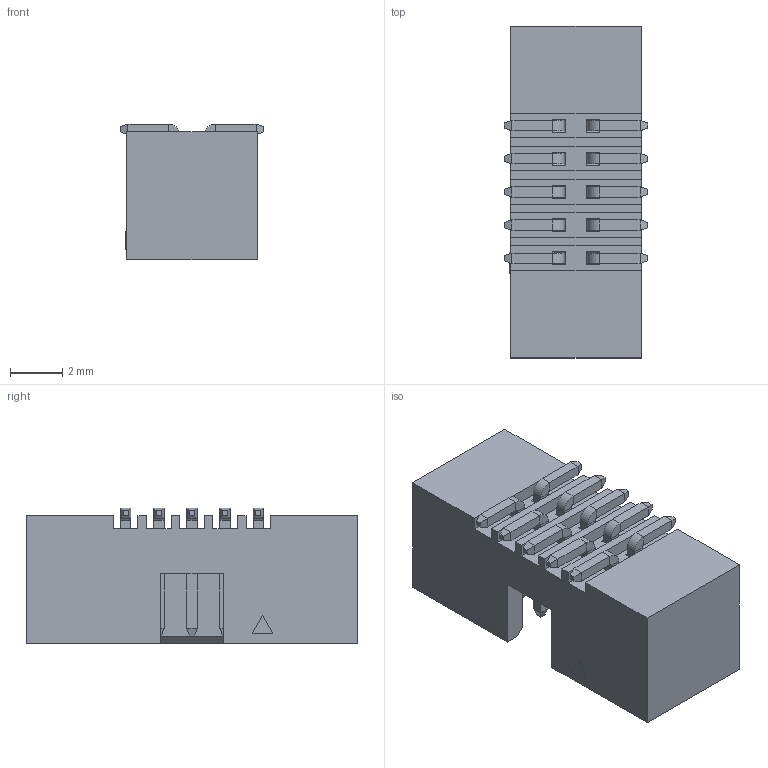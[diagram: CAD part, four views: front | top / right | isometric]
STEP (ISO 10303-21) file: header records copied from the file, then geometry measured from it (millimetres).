
FILE_DESCRIPTION((''),'2;1');
FILE_NAME('2195SM-10X_ASM','2020-12-10T14:36:33',('User'),(''),'CREO PARAMETRIC BY PTC INC, 2018100','CREO PARAMETRIC BY PTC INC, 2018100','');
FILE_SCHEMA(('CONFIG_CONTROL_DESIGN'));
Length unit declared in the file: millimetre
Products named in the file (3): 801-2195-10; 802-2195SM-XXG; 2195SM-10X_ASM
Assembly tree (11 placements, depth 2):
  2195SM-10X_ASM
    801-2195-10
    802-2195SM-XXG  x10
Bounding box: 5.5 x 12.7 x 5.2 mm (x, y, z)
Volume: 184.2 mm3; surface area: 520.6 mm2
Topology: 11 solids, 11 shells, 343 faces, 756 edges, 436 vertices
Faces by surface type: plane 323, cylinder 20
Entity records: 4338 total; most frequent: CARTESIAN_POINT 739, ORIENTED_EDGE 720, DIRECTION 682, EDGE_CURVE 360, VECTOR 356, LINE 356, VERTEX_POINT 220, EDGE_LOOP 166
